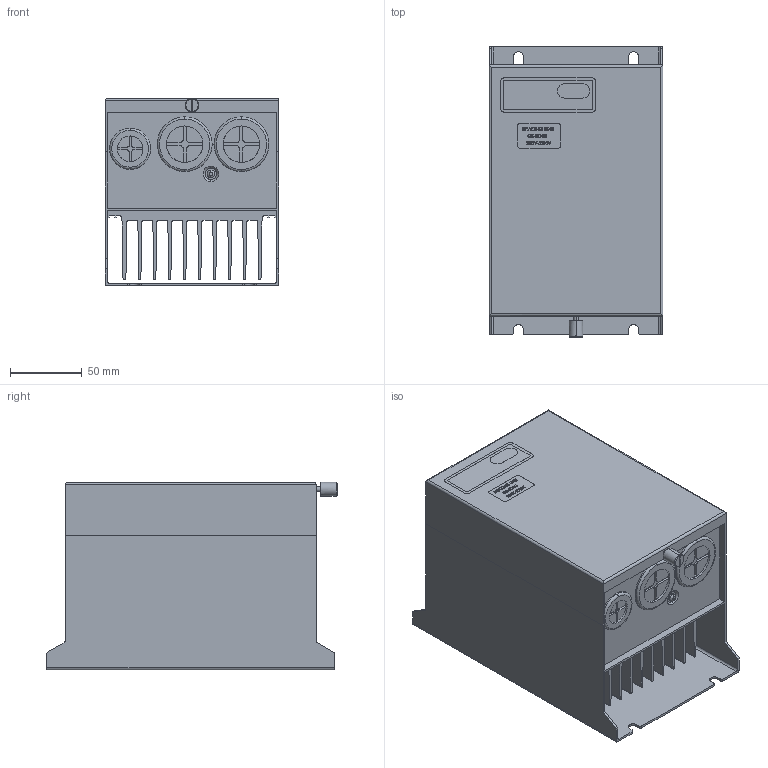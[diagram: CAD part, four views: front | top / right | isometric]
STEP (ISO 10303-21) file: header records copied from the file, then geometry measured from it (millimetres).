
FILE_DESCRIPTION (( 'STEP AP214' ), '1' );
FILE_NAME ('GS-2DBU.step', '2014-07-21T20:28:09', ( '' ), ( '' ), 'SwSTEP 2.0', 'SolidWorks 2013', '' );
FILE_SCHEMA (( 'AUTOMOTIVE_DESIGN' ));
Length unit declared in the file: inch
Products named in the file (1): GS-2DBU
Bounding box: 120.9 x 201.8 x 130.17 mm (x, y, z)
Volume: 1903764.8 mm3; surface area: 290247.7 mm2
Topology: 1 solids, 1 shells, 636 faces, 1703 edges, 1116 vertices
Faces by surface type: plane 389, bspline 124, cylinder 111, torus 8, cone 4
Entity records: 33673 total; most frequent: CARTESIAN_POINT 11524, ORIENTED_EDGE 3406, DIRECTION 2733, EDGE_CURVE 1703, LINE 1187, VECTOR 1187, VERTEX_POINT 1116, AXIS2_PLACEMENT_3D 773
